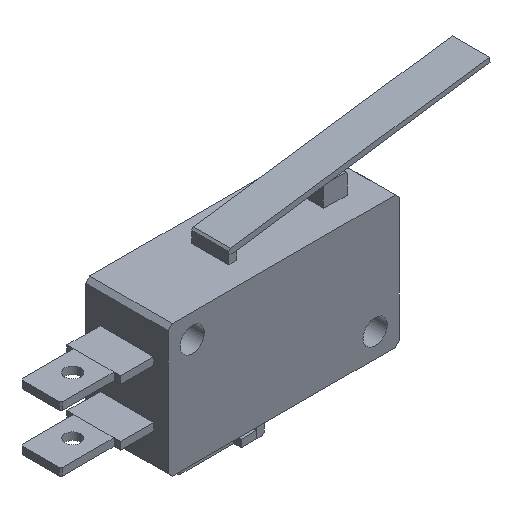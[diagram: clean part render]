
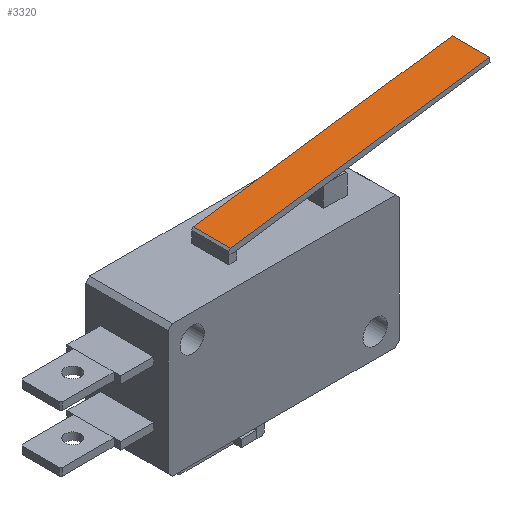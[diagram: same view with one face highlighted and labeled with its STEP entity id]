
A CAD part, isometric view. The second image highlights one B-rep face of the part: STEP entity #3320.
In plain terms, the highlighted planar face has unit normal (-0.138, 0, 0.991).
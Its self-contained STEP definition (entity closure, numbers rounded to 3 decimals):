
#1377 = PLANE('',#1378);
#1378 = AXIS2_PLACEMENT_3D('',#1379,#1380,#1381);
#1379 = CARTESIAN_POINT('',(-3.9,-2.25,9.));
#1380 = DIRECTION('',(0.,1.,0.));
#1381 = DIRECTION('',(0.,0.,1.));
#1505 = PLANE('',#1506);
#1506 = AXIS2_PLACEMENT_3D('',#1507,#1508,#1509);
#1507 = CARTESIAN_POINT('',(-3.9,2.25,9.));
#1508 = DIRECTION('',(0.,1.,0.));
#1509 = DIRECTION('',(0.,0.,1.));
#2089 = VERTEX_POINT('',#2090);
#2090 = CARTESIAN_POINT('',(-3.702,-2.25,9.628));
#2104 = PLANE('',#2105);
#2105 = AXIS2_PLACEMENT_3D('',#2106,#2107,#2108);
#2106 = CARTESIAN_POINT('',(-3.801,-2.25,9.514));
#2107 = DIRECTION('',(-0.754,0.,0.657
    ));
#2108 = DIRECTION('',(0.,-1.,0.));
#2116 = EDGE_CURVE('',#2117,#2089,#2119,.T.);
#2117 = VERTEX_POINT('',#2118);
#2118 = CARTESIAN_POINT('',(27.654,-2.25,13.989));
#2119 = SURFACE_CURVE('',#2120,(#2124,#2131),.PCURVE_S1.);
#2120 = LINE('',#2121,#2122);
#2121 = CARTESIAN_POINT('',(27.654,-2.25,13.989));
#2122 = VECTOR('',#2123,1.);
#2123 = DIRECTION('',(-0.99,0.,
    -0.138));
#2124 = PCURVE('',#1377,#2125);
#2125 = DEFINITIONAL_REPRESENTATION('',(#2126),#2130);
#2126 = LINE('',#2127,#2128);
#2127 = CARTESIAN_POINT('',(4.989,31.554));
#2128 = VECTOR('',#2129,1.);
#2129 = DIRECTION('',(-0.138,-0.99));
#2130 = ( GEOMETRIC_REPRESENTATION_CONTEXT(2) 
PARAMETRIC_REPRESENTATION_CONTEXT() REPRESENTATION_CONTEXT('2D SPACE',''
  ) );
#2131 = PCURVE('',#2132,#2137);
#2132 = PLANE('',#2133);
#2133 = AXIS2_PLACEMENT_3D('',#2134,#2135,#2136);
#2134 = CARTESIAN_POINT('',(27.654,-2.25,13.989));
#2135 = DIRECTION('',(-0.138,0.,0.99
    ));
#2136 = DIRECTION('',(-0.99,0.,
    -0.138));
#2137 = DEFINITIONAL_REPRESENTATION('',(#2138),#2142);
#2138 = LINE('',#2139,#2140);
#2139 = CARTESIAN_POINT('',(0.,0.));
#2140 = VECTOR('',#2141,1.);
#2141 = DIRECTION('',(1.,0.));
#2142 = ( GEOMETRIC_REPRESENTATION_CONTEXT(2) 
PARAMETRIC_REPRESENTATION_CONTEXT() REPRESENTATION_CONTEXT('2D SPACE',''
  ) );
#2160 = PLANE('',#2161);
#2161 = AXIS2_PLACEMENT_3D('',#2162,#2163,#2164);
#2162 = CARTESIAN_POINT('',(27.737,-2.25,13.394));
#2163 = DIRECTION('',(0.99,0.,0.138)
  );
#2164 = DIRECTION('',(-0.138,0.,0.99
    ));
#2270 = VERTEX_POINT('',#2271);
#2271 = CARTESIAN_POINT('',(-3.702,2.25,9.628));
#2292 = EDGE_CURVE('',#2293,#2270,#2295,.T.);
#2293 = VERTEX_POINT('',#2294);
#2294 = CARTESIAN_POINT('',(27.654,2.25,13.989));
#2295 = SURFACE_CURVE('',#2296,(#2300,#2307),.PCURVE_S1.);
#2296 = LINE('',#2297,#2298);
#2297 = CARTESIAN_POINT('',(27.654,2.25,13.989));
#2298 = VECTOR('',#2299,1.);
#2299 = DIRECTION('',(-0.99,0.,
    -0.138));
#2300 = PCURVE('',#1505,#2301);
#2301 = DEFINITIONAL_REPRESENTATION('',(#2302),#2306);
#2302 = LINE('',#2303,#2304);
#2303 = CARTESIAN_POINT('',(4.989,31.554));
#2304 = VECTOR('',#2305,1.);
#2305 = DIRECTION('',(-0.138,-0.99));
#2306 = ( GEOMETRIC_REPRESENTATION_CONTEXT(2) 
PARAMETRIC_REPRESENTATION_CONTEXT() REPRESENTATION_CONTEXT('2D SPACE',''
  ) );
#2307 = PCURVE('',#2132,#2308);
#2308 = DEFINITIONAL_REPRESENTATION('',(#2309),#2313);
#2309 = LINE('',#2310,#2311);
#2310 = CARTESIAN_POINT('',(0.,-4.5));
#2311 = VECTOR('',#2312,1.);
#2312 = DIRECTION('',(1.,0.));
#2313 = ( GEOMETRIC_REPRESENTATION_CONTEXT(2) 
PARAMETRIC_REPRESENTATION_CONTEXT() REPRESENTATION_CONTEXT('2D SPACE',''
  ) );
#3300 = EDGE_CURVE('',#2089,#2270,#3301,.T.);
#3301 = SURFACE_CURVE('',#3302,(#3306,#3313),.PCURVE_S1.);
#3302 = LINE('',#3303,#3304);
#3303 = CARTESIAN_POINT('',(-3.702,-2.25,9.628));
#3304 = VECTOR('',#3305,1.);
#3305 = DIRECTION('',(0.,1.,0.));
#3306 = PCURVE('',#2104,#3307);
#3307 = DEFINITIONAL_REPRESENTATION('',(#3308),#3312);
#3308 = LINE('',#3309,#3310);
#3309 = CARTESIAN_POINT('',(0.,0.151));
#3310 = VECTOR('',#3311,1.);
#3311 = DIRECTION('',(-1.,0.));
#3312 = ( GEOMETRIC_REPRESENTATION_CONTEXT(2) 
PARAMETRIC_REPRESENTATION_CONTEXT() REPRESENTATION_CONTEXT('2D SPACE',''
  ) );
#3313 = PCURVE('',#2132,#3314);
#3314 = DEFINITIONAL_REPRESENTATION('',(#3315),#3319);
#3315 = LINE('',#3316,#3317);
#3316 = CARTESIAN_POINT('',(31.658,0.));
#3317 = VECTOR('',#3318,1.);
#3318 = DIRECTION('',(0.,-1.));
#3319 = ( GEOMETRIC_REPRESENTATION_CONTEXT(2) 
PARAMETRIC_REPRESENTATION_CONTEXT() REPRESENTATION_CONTEXT('2D SPACE',''
  ) );
#3320 = ADVANCED_FACE('',(#3321),#2132,.T.);
#3321 = FACE_BOUND('',#3322,.T.);
#3322 = EDGE_LOOP('',(#3323,#3324,#3345,#3346));
#3323 = ORIENTED_EDGE('',*,*,#2116,.F.);
#3324 = ORIENTED_EDGE('',*,*,#3325,.T.);
#3325 = EDGE_CURVE('',#2117,#2293,#3326,.T.);
#3326 = SURFACE_CURVE('',#3327,(#3331,#3338),.PCURVE_S1.);
#3327 = LINE('',#3328,#3329);
#3328 = CARTESIAN_POINT('',(27.654,-2.25,13.989));
#3329 = VECTOR('',#3330,1.);
#3330 = DIRECTION('',(0.,1.,0.));
#3331 = PCURVE('',#2132,#3332);
#3332 = DEFINITIONAL_REPRESENTATION('',(#3333),#3337);
#3333 = LINE('',#3334,#3335);
#3334 = CARTESIAN_POINT('',(0.,0.));
#3335 = VECTOR('',#3336,1.);
#3336 = DIRECTION('',(0.,-1.));
#3337 = ( GEOMETRIC_REPRESENTATION_CONTEXT(2) 
PARAMETRIC_REPRESENTATION_CONTEXT() REPRESENTATION_CONTEXT('2D SPACE',''
  ) );
#3338 = PCURVE('',#2160,#3339);
#3339 = DEFINITIONAL_REPRESENTATION('',(#3340),#3344);
#3340 = LINE('',#3341,#3342);
#3341 = CARTESIAN_POINT('',(0.6,0.));
#3342 = VECTOR('',#3343,1.);
#3343 = DIRECTION('',(0.,-1.));
#3344 = ( GEOMETRIC_REPRESENTATION_CONTEXT(2) 
PARAMETRIC_REPRESENTATION_CONTEXT() REPRESENTATION_CONTEXT('2D SPACE',''
  ) );
#3345 = ORIENTED_EDGE('',*,*,#2292,.T.);
#3346 = ORIENTED_EDGE('',*,*,#3300,.F.);
